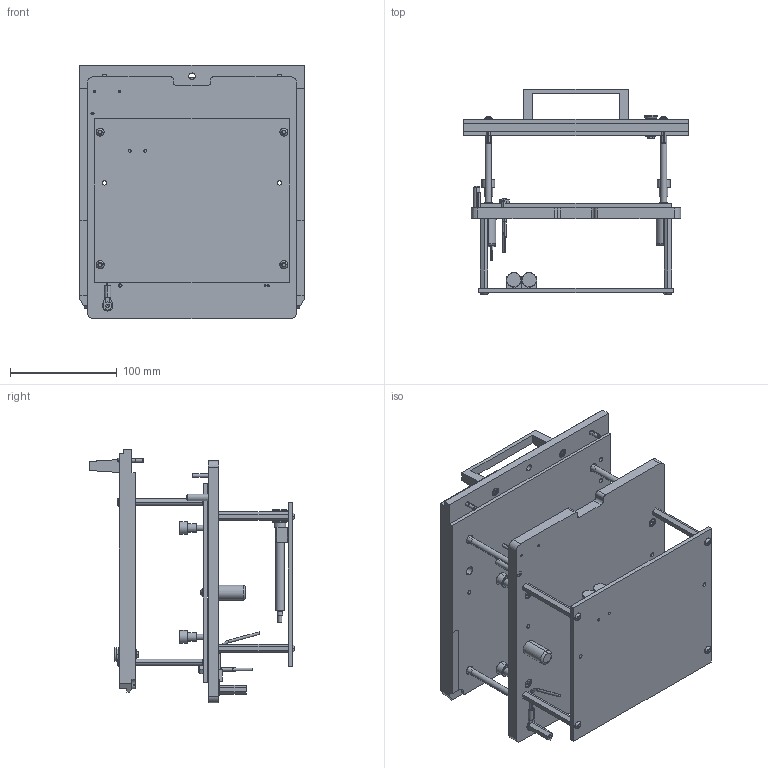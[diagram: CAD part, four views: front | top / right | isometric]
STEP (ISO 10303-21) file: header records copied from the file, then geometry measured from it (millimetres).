
FILE_DESCRIPTION (( 'STEP AP214' ), '1' );
FILE_NAME ('46245-KIT~1.STEP', '2019-09-19T09:22:16', ( '' ), ( '' ), 'SwSTEP 2.0', 'SolidWorks 2018', '' );
FILE_SCHEMA (( 'AUTOMOTIVE_DESIGN' ));
Length unit declared in the file: millimetre
Products named in the file (41): ISO7380~n_M04,0x020; 46243~0_S; 3917~3_M 3 A; 53731~0; 41367~5_S; DIN7991~n_M03,0x006; 14846~0_S; ISO7380~n_M03,0x006; 46007~2; 41899~3_flexiebel <S>; KS-113-Master~-k-s_KS-113 23; DIN7991~n_M03,0x020; 46245-KIT~1; 2229~6; 45988~1_S; DIN934~n_M03,0; 2196~6; DIN6325~n_03,0m6x024; 46050~1_ohne Transportschrauben <S>; DIN6325~n_03,0m6x016; 9286~0; ISO7380~n_M04,0x012; 19141~0_S; 46872~0_S; 47906~1_f〉 NSRL-Ausbau ohne Platte <Default>; 48840~0_S; 45701~0_S; 3699~0_zwei <Standard>; 45991~1; 43627~0_Hub 22,5mm<Standard>; 1607~1; 5015~0; 46244~1_ICT Stellung (kontaktiert) <S>; 48213~0_S; GKS-114-0015~-g-k-s_Hub = 08,0 <S>; 46869~0_S; DIN7979~n_04,0m6x020M3; 45993~3_S; DIN6325~n_06,0m6x030; 41369~1_S ...
Assembly tree (73 placements, depth 4):
  46245-KIT~1
    46244~1_ICT Stellung (kontaktiert) <S>
      46243~0_S
        46007~2
      45988~1_S
      45991~1
      43627~0_Hub 22,5mm<Standard>  x4
      2196~6  x2
      2229~6  x2
      41899~3_flexiebel <S>
        KS-113-Master~-k-s_KS-113 23
        GKS-114-0015~-g-k-s_Hub = 08,0 <S>
        53731~0
        3917~3_M 3 A
      46869~0_S  x4
      48840~0_S
        19141~0_S
        14846~0_S
      5015~0
      3699~0_zwei <Standard>
      45701~0_S
      46872~0_S  x4
      ISO7380~n_M04,0x012  x11
      DIN6325~n_03,0m6x016
      DIN6325~n_03,0m6x024
      DIN6325~n_06,0m6x030
      DIN7991~n_M03,0x006  x2
      41367~5_S  x2
    46050~1_ohne Transportschrauben <S>
      47906~1_f〉 NSRL-Ausbau ohne Platte <Default>
        41369~1_S  x4
        5015~0
        DIN7979~n_04,0m6x020M3  x2
        1607~1
        48213~0_S
        9286~0
        ISO7380~n_M04,0x020  x4
        DIN7991~n_M03,0x020
        DIN934~n_M03,0
        ISO7380~n_M03,0x006  x2
        DIN912~n_M04,0x016  x2
      45993~3_S
Bounding box: 210 x 192.45 x 237 mm (x, y, z)
Volume: 1422667.2 mm3; surface area: 399034.4 mm2
Topology: 79 solids, 79 shells, 2749 faces, 6396 edges, 4135 vertices
Faces by surface type: plane 1452, cylinder 939, cone 222, torus 108, sphere 20, bspline 8
Entity records: 68085 total; most frequent: CARTESIAN_POINT 12444, DIRECTION 10687, ORIENTED_EDGE 9410, EDGE_CURVE 4705, AXIS2_PLACEMENT_3D 3919, VERTEX_POINT 3086, LINE 2849, VECTOR 2849
